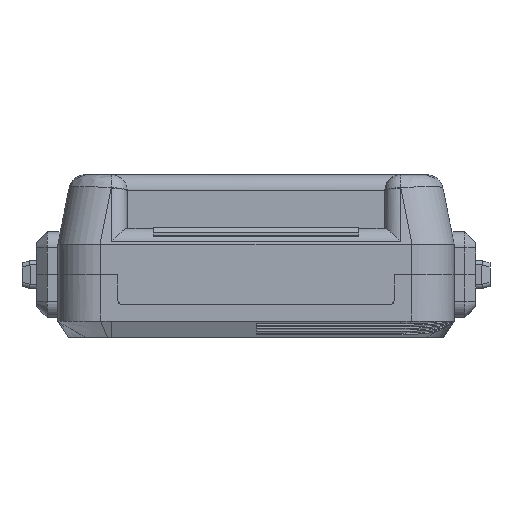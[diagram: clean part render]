
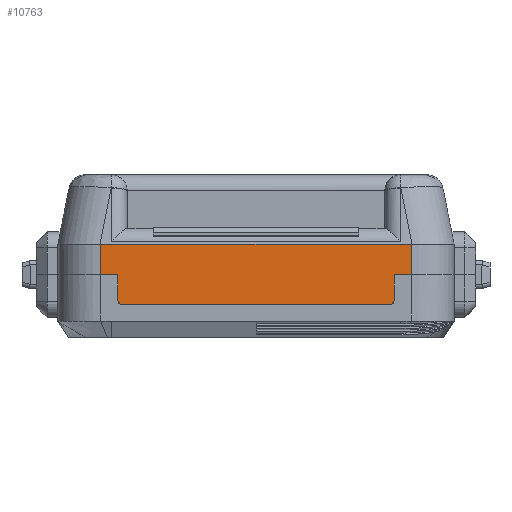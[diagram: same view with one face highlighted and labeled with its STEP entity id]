
A CAD part, front view. The second image highlights one B-rep face of the part: STEP entity #10763.
In plain terms, the highlighted planar face has unit normal (0, -1, 0).
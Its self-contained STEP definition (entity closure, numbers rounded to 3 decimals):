
#569=PLANE('',#11464);
#1050=FACE_OUTER_BOUND('',#1630,.T.);
#1630=EDGE_LOOP('',(#8834,#8835,#8836,#8837,#8838,#8839,#8840,#8841,#8842,
#8843));
#2514=LINE('',#18845,#3636);
#2515=LINE('',#18847,#3637);
#2516=LINE('',#18849,#3638);
#2517=LINE('',#18851,#3639);
#2518=LINE('',#18853,#3640);
#2519=LINE('',#18855,#3641);
#2520=LINE('',#18857,#3642);
#2521=LINE('',#18860,#3643);
#3636=VECTOR('',#13324,2.325);
#3637=VECTOR('',#13325,1.6);
#3638=VECTOR('',#13326,2.815);
#3639=VECTOR('',#13327,29.);
#3640=VECTOR('',#13328,2.815);
#3641=VECTOR('',#13329,1.6);
#3642=VECTOR('',#13330,2.325);
#3643=VECTOR('',#13333,24.8);
#4268=CIRCLE('',#11462,0.5);
#4270=CIRCLE('',#11465,0.5);
#4991=VERTEX_POINT('',#18835);
#4992=VERTEX_POINT('',#18836);
#4995=VERTEX_POINT('',#18844);
#4996=VERTEX_POINT('',#18846);
#4997=VERTEX_POINT('',#18848);
#4998=VERTEX_POINT('',#18850);
#4999=VERTEX_POINT('',#18852);
#5000=VERTEX_POINT('',#18854);
#5001=VERTEX_POINT('',#18856);
#5002=VERTEX_POINT('',#18858);
#6342=EDGE_CURVE('',#4991,#4992,#4268,.T.);
#6346=EDGE_CURVE('',#4995,#4992,#2514,.T.);
#6347=EDGE_CURVE('',#4996,#4995,#2515,.T.);
#6348=EDGE_CURVE('',#4997,#4996,#2516,.T.);
#6349=EDGE_CURVE('',#4997,#4998,#2517,.T.);
#6350=EDGE_CURVE('',#4999,#4998,#2518,.T.);
#6351=EDGE_CURVE('',#5000,#4999,#2519,.T.);
#6352=EDGE_CURVE('',#5001,#5000,#2520,.T.);
#6353=EDGE_CURVE('',#5001,#5002,#4270,.T.);
#6354=EDGE_CURVE('',#4991,#5002,#2521,.T.);
#8834=ORIENTED_EDGE('',*,*,#6342,.T.);
#8835=ORIENTED_EDGE('',*,*,#6346,.F.);
#8836=ORIENTED_EDGE('',*,*,#6347,.F.);
#8837=ORIENTED_EDGE('',*,*,#6348,.F.);
#8838=ORIENTED_EDGE('',*,*,#6349,.T.);
#8839=ORIENTED_EDGE('',*,*,#6350,.F.);
#8840=ORIENTED_EDGE('',*,*,#6351,.F.);
#8841=ORIENTED_EDGE('',*,*,#6352,.F.);
#8842=ORIENTED_EDGE('',*,*,#6353,.T.);
#8843=ORIENTED_EDGE('',*,*,#6354,.F.);
#10763=ADVANCED_FACE('',(#1050),#569,.T.);
#11462=AXIS2_PLACEMENT_3D('',#18837,#13316,#13317);
#11464=AXIS2_PLACEMENT_3D('',#18843,#13322,#13323);
#11465=AXIS2_PLACEMENT_3D('',#18859,#13331,#13332);
#13316=DIRECTION('center_axis',(0.,-1.,0.));
#13317=DIRECTION('ref_axis',(0.,0.,-1.));
#13322=DIRECTION('center_axis',(0.,-1.,0.));
#13323=DIRECTION('ref_axis',(-1.,0.,0.));
#13324=DIRECTION('',(0.,0.,-1.));
#13325=DIRECTION('',(-1.,0.,0.));
#13326=DIRECTION('',(0.,0.,-1.));
#13327=DIRECTION('',(-1.,0.,0.));
#13328=DIRECTION('',(0.,0.,1.));
#13329=DIRECTION('',(-1.,0.,0.));
#13330=DIRECTION('',(0.,0.,1.));
#13331=DIRECTION('center_axis',(0.,-1.,0.));
#13332=DIRECTION('ref_axis',(-1.,0.,0.));
#13333=DIRECTION('',(-1.,0.,0.));
#18835=CARTESIAN_POINT('',(29.3,-1.6,-0.44));
#18836=CARTESIAN_POINT('',(29.8,-1.6,0.06));
#18837=CARTESIAN_POINT('Origin',(29.3,-1.6,0.06));
#18843=CARTESIAN_POINT('Origin',(29.8,-1.6,-0.45));
#18844=CARTESIAN_POINT('',(29.8,-1.6,2.385));
#18845=CARTESIAN_POINT('',(29.8,-1.6,2.385));
#18846=CARTESIAN_POINT('',(31.4,-1.6,2.385));
#18847=CARTESIAN_POINT('',(31.4,-1.6,2.385));
#18848=CARTESIAN_POINT('',(31.4,-1.6,5.2));
#18849=CARTESIAN_POINT('',(31.4,-1.6,5.2));
#18850=CARTESIAN_POINT('',(2.4,-1.6,5.2));
#18851=CARTESIAN_POINT('',(31.4,-1.6,5.2));
#18852=CARTESIAN_POINT('',(2.4,-1.6,2.385));
#18853=CARTESIAN_POINT('',(2.4,-1.6,2.385));
#18854=CARTESIAN_POINT('',(4.,-1.6,2.385));
#18855=CARTESIAN_POINT('',(4.,-1.6,2.385));
#18856=CARTESIAN_POINT('',(4.,-1.6,0.06));
#18857=CARTESIAN_POINT('',(4.,-1.6,0.06));
#18858=CARTESIAN_POINT('',(4.5,-1.6,-0.44));
#18859=CARTESIAN_POINT('Origin',(4.5,-1.6,0.06));
#18860=CARTESIAN_POINT('',(29.3,-1.6,-0.44));
